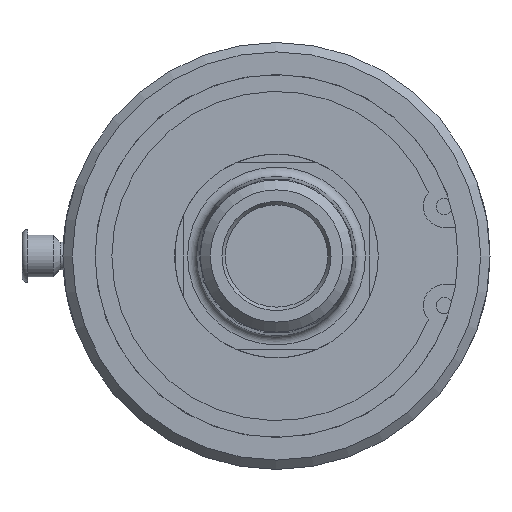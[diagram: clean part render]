
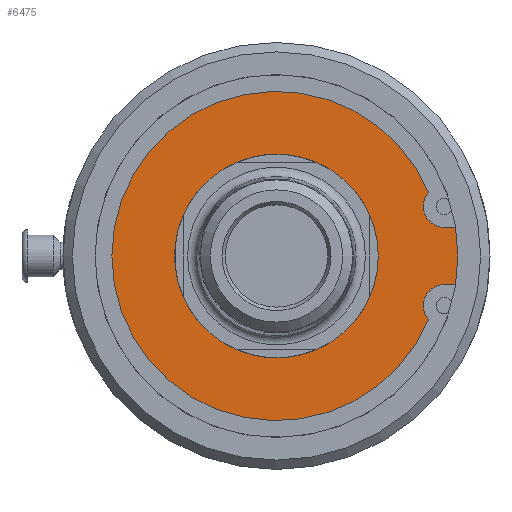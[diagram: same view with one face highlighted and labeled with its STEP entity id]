
A CAD part, left-side view. The second image highlights one B-rep face of the part: STEP entity #6475.
In plain terms, the highlighted planar face has unit normal (-1, 0, 0).
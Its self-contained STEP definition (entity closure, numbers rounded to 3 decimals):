
#129=FACE_BOUND('',#2159,.T.);
#635=LINE('',#61202,#976);
#640=LINE('',#61214,#981);
#976=VECTOR('',#7861,10.);
#981=VECTOR('',#7870,10.);
#1276=CIRCLE('',#6843,3.556);
#1278=CIRCLE('',#6846,28.142);
#1280=CIRCLE('',#6849,3.556);
#1287=CIRCLE('',#6861,33.45);
#1288=CIRCLE('',#6864,17.4);
#1289=CIRCLE('',#6865,17.4);
#1413=PLANE('',#6863);
#1751=FACE_OUTER_BOUND('',#2158,.T.);
#2158=EDGE_LOOP('',(#5848,#5849,#5850,#5851,#5852,#5853));
#2159=EDGE_LOOP('',(#5854,#5855));
#3125=VERTEX_POINT('',#61199);
#3126=VERTEX_POINT('',#61201);
#3130=VERTEX_POINT('',#61211);
#3131=VERTEX_POINT('',#61213);
#3132=VERTEX_POINT('',#61217);
#3134=VERTEX_POINT('',#61223);
#3137=VERTEX_POINT('',#61245);
#3138=VERTEX_POINT('',#61246);
#4040=EDGE_CURVE('',#3126,#3125,#635,.T.);
#4046=EDGE_CURVE('',#3131,#3130,#640,.T.);
#4048=EDGE_CURVE('',#3130,#3132,#1276,.T.);
#4051=EDGE_CURVE('',#3132,#3134,#1278,.T.);
#4054=EDGE_CURVE('',#3134,#3126,#1280,.T.);
#4061=EDGE_CURVE('',#3131,#3125,#1287,.T.);
#4062=EDGE_CURVE('',#3137,#3138,#1288,.T.);
#4063=EDGE_CURVE('',#3138,#3137,#1289,.T.);
#5848=ORIENTED_EDGE('',*,*,#4046,.T.);
#5849=ORIENTED_EDGE('',*,*,#4048,.T.);
#5850=ORIENTED_EDGE('',*,*,#4051,.T.);
#5851=ORIENTED_EDGE('',*,*,#4054,.T.);
#5852=ORIENTED_EDGE('',*,*,#4040,.T.);
#5853=ORIENTED_EDGE('',*,*,#4061,.F.);
#5854=ORIENTED_EDGE('',*,*,#4062,.T.);
#5855=ORIENTED_EDGE('',*,*,#4063,.T.);
#6475=ADVANCED_FACE('',(#1751,#129),#1413,.T.);
#6843=AXIS2_PLACEMENT_3D('',#61218,#7874,#7875);
#6846=AXIS2_PLACEMENT_3D('',#61224,#7881,#7882);
#6849=AXIS2_PLACEMENT_3D('',#61229,#7888,#7889);
#6861=AXIS2_PLACEMENT_3D('',#61242,#7912,#7913);
#6863=AXIS2_PLACEMENT_3D('',#61244,#7916,#7917);
#6864=AXIS2_PLACEMENT_3D('',#61247,#7918,#7919);
#6865=AXIS2_PLACEMENT_3D('',#61248,#7920,#7921);
#7861=DIRECTION('',(0.,-1.,0.));
#7870=DIRECTION('',(0.,1.,0.));
#7874=DIRECTION('center_axis',(1.,0.,0.));
#7875=DIRECTION('ref_axis',(0.,0.754,0.657));
#7881=DIRECTION('center_axis',(-1.,0.,0.));
#7882=DIRECTION('ref_axis',(0.,0.924,-0.384));
#7888=DIRECTION('center_axis',(1.,0.,0.));
#7889=DIRECTION('ref_axis',(0.,0.,1.));
#7912=DIRECTION('center_axis',(1.,0.,0.));
#7913=DIRECTION('ref_axis',(0.,1.,0.));
#7916=DIRECTION('center_axis',(-1.,0.,0.));
#7917=DIRECTION('ref_axis',(0.,0.,1.));
#7918=DIRECTION('center_axis',(1.,0.,0.));
#7919=DIRECTION('ref_axis',(0.,1.,0.));
#7920=DIRECTION('center_axis',(1.,0.,0.));
#7921=DIRECTION('ref_axis',(0.,1.,0.));
#61199=CARTESIAN_POINT('',(4.675,-33.089,-4.902));
#61201=CARTESIAN_POINT('',(4.675,-28.672,-4.902));
#61202=CARTESIAN_POINT('',(4.675,-4.451,-4.902));
#61211=CARTESIAN_POINT('',(4.675,-28.672,4.902));
#61213=CARTESIAN_POINT('',(4.675,-33.089,4.902));
#61214=CARTESIAN_POINT('',(4.675,-2.242,4.902));
#61217=CARTESIAN_POINT('',(4.675,-25.99,10.793));
#61218=CARTESIAN_POINT('Origin',(4.675,-28.672,8.458));
#61223=CARTESIAN_POINT('',(4.675,-25.99,-10.793));
#61224=CARTESIAN_POINT('Origin',(4.675,0.,0.));
#61229=CARTESIAN_POINT('Origin',(4.675,-28.672,-8.458));
#61242=CARTESIAN_POINT('Origin',(4.675,0.,0.));
#61244=CARTESIAN_POINT('Origin',(4.675,24.188,0.));
#61245=CARTESIAN_POINT('',(4.675,17.4,0.));
#61246=CARTESIAN_POINT('',(4.675,-17.4,0.));
#61247=CARTESIAN_POINT('Origin',(4.675,0.,0.));
#61248=CARTESIAN_POINT('Origin',(4.675,0.,0.));
